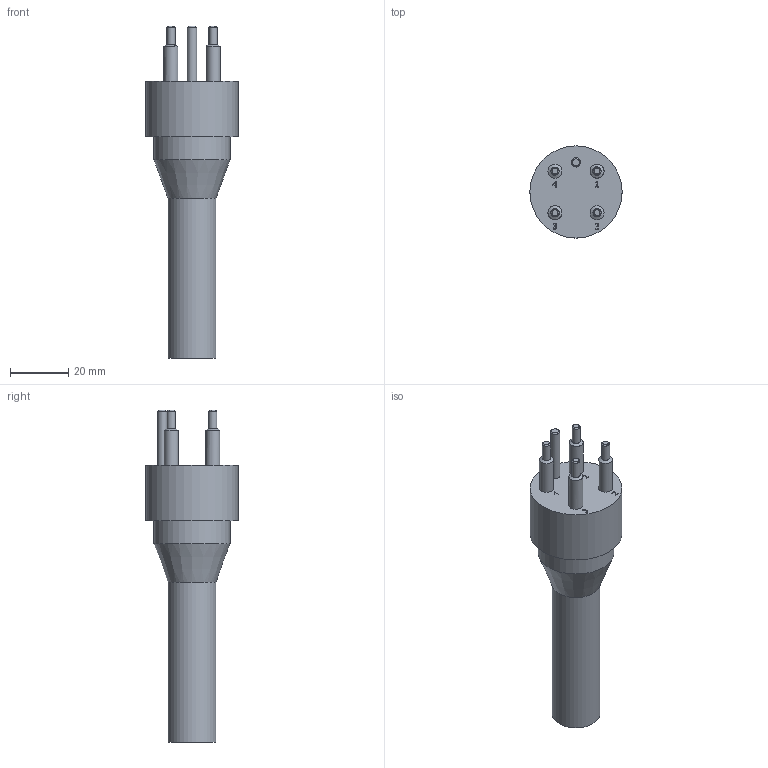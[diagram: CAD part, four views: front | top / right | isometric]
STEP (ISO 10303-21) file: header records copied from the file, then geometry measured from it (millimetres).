
FILE_DESCRIPTION(/* description */ (''),/* implementation_level */ '2;1');
FILE_NAME(/* name */ 'ILB4M.stp',/* time_stamp */ '2015-10-06T09:13:38+02:00',/* author */ ('sh'),/* organization */ (''),/* preprocessor_version */ 'ST-DEVELOPER v15.2',/* originating_system */ 'Autodesk Inventor 2014',/* authorisation */ '');
FILE_SCHEMA (('AUTOMOTIVE_DESIGN { 1 0 10303 214 3 1 1 }'));
Length unit declared in the file: inch
Products named in the file (1): 74-04-001-1 (ILB4M)
Bounding box: 31.75 x 31.75 x 114.3 mm (x, y, z)
Volume: 37661.2 mm3; surface area: 20819.3 mm2
Topology: 15 solids, 15 shells, 182 faces, 432 edges, 291 vertices
Faces by surface type: plane 85, cylinder 44, bspline 31, torus 12, cone 10
Full cylindrical faces by diameter (mm): 1.981 x4, 2.54 x8, 2.794 x7, 3.175 x2, 3.556 x4, 4.775 x4, 4.826 x4, 5.08 x4, 16.51 x1, 26.213 x1, 31.75 x1
Entity records: 5668 total; most frequent: CARTESIAN_POINT 1821, ORIENTED_EDGE 688, DIRECTION 655, EDGE_CURVE 344, EDGE_LOOP 285, VERTEX_POINT 269, AXIS2_PLACEMENT_3D 253, ADVANCED_FACE 182
